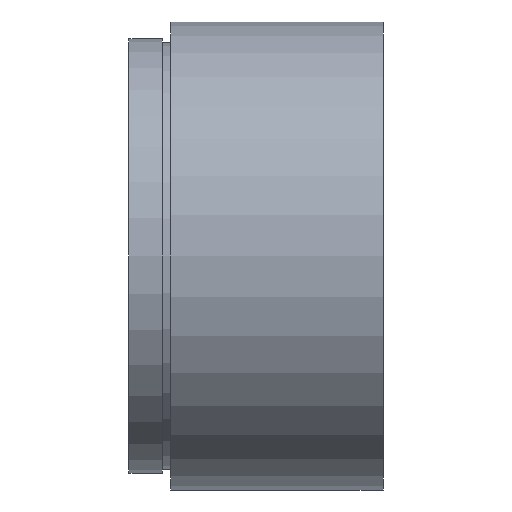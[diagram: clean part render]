
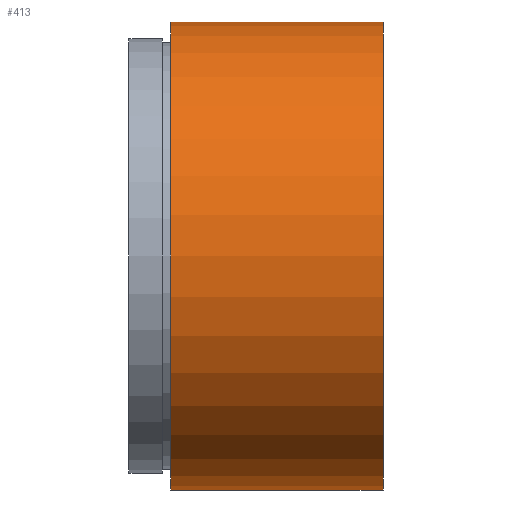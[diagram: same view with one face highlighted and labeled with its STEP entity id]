
A CAD part, left-side view. The second image highlights one B-rep face of the part: STEP entity #413.
In plain terms, the highlighted cylindrical face has radius 28 mm (diameter 56 mm), a partial arc.
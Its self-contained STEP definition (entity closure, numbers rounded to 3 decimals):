
#8 = FACE_OUTER_BOUND ( 'NONE', #469, .T. ) ;
#9 = CARTESIAN_POINT ( 'NONE',  ( 0., 161.376, 0. ) ) ;
#10 = DIRECTION ( 'NONE',  ( 0., 0., 1. ) ) ;
#22 = ORIENTED_EDGE ( 'NONE', *, *, #41, .F. ) ;
#27 = AXIS2_PLACEMENT_3D ( 'NONE', #9, #57, #405 ) ;
#32 = DIRECTION ( 'NONE',  ( 0., 1., 0. ) ) ;
#41 = EDGE_CURVE ( 'NONE', #343, #572, #178, .T. ) ;
#57 = DIRECTION ( 'NONE',  ( 0., 1., 0. ) ) ;
#59 = ORIENTED_EDGE ( 'NONE', *, *, #215, .T. ) ;
#100 = CYLINDRICAL_SURFACE ( 'NONE', #27, 28. ) ;
#110 = CARTESIAN_POINT ( 'NONE',  ( 0., 0., -28. ) ) ;
#118 = VECTOR ( 'NONE', #238, 1000. ) ;
#123 = CARTESIAN_POINT ( 'NONE',  ( 0., 161.376, 28. ) ) ;
#178 = CIRCLE ( 'NONE', #406, 28. ) ;
#184 = EDGE_CURVE ( 'NONE', #226, #572, #464, .T. ) ;
#185 = DIRECTION ( 'NONE',  ( 0., 1., 0. ) ) ;
#215 = EDGE_CURVE ( 'NONE', #485, #226, #435, .T. ) ;
#226 = VERTEX_POINT ( 'NONE', #287 ) ;
#235 = DIRECTION ( 'NONE',  ( 0., 0., 1. ) ) ;
#237 = EDGE_CURVE ( 'NONE', #485, #343, #559, .T. ) ;
#238 = DIRECTION ( 'NONE',  ( 0., 1., 0. ) ) ;
#269 = CARTESIAN_POINT ( 'NONE',  ( 0., 25.4, 28. ) ) ;
#287 = CARTESIAN_POINT ( 'NONE',  ( 0., 0., 28. ) ) ;
#301 = AXIS2_PLACEMENT_3D ( 'NONE', #560, #32, #235 ) ;
#319 = DIRECTION ( 'NONE',  ( 0., 1., 0. ) ) ;
#335 = ORIENTED_EDGE ( 'NONE', *, *, #237, .F. ) ;
#343 = VERTEX_POINT ( 'NONE', #387 ) ;
#356 = ORIENTED_EDGE ( 'NONE', *, *, #184, .T. ) ;
#387 = CARTESIAN_POINT ( 'NONE',  ( 0., 25.4, -28. ) ) ;
#405 = DIRECTION ( 'NONE',  ( 0., 0., 1. ) ) ;
#406 = AXIS2_PLACEMENT_3D ( 'NONE', #437, #319, #10 ) ;
#413 = ADVANCED_FACE ( 'NONE', ( #8 ), #100, .T. ) ;
#435 = CIRCLE ( 'NONE', #301, 28. ) ;
#437 = CARTESIAN_POINT ( 'NONE',  ( 0., 25.4, 0. ) ) ;
#464 = LINE ( 'NONE', #123, #118 ) ;
#469 = EDGE_LOOP ( 'NONE', ( #335, #59, #356, #22 ) ) ;
#485 = VERTEX_POINT ( 'NONE', #110 ) ;
#486 = VECTOR ( 'NONE', #185, 1000. ) ;
#559 = LINE ( 'NONE', #604, #486 ) ;
#560 = CARTESIAN_POINT ( 'NONE',  ( 0., 0., 0. ) ) ;
#572 = VERTEX_POINT ( 'NONE', #269 ) ;
#604 = CARTESIAN_POINT ( 'NONE',  ( 0., 161.376, -28. ) ) ;
